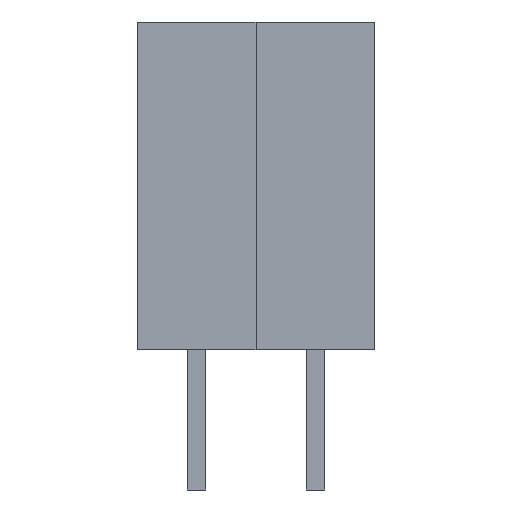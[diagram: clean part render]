
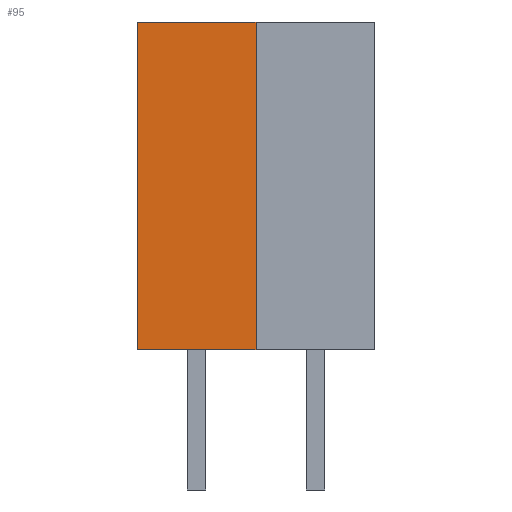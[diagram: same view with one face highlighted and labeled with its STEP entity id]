
A CAD part, front view. The second image highlights one B-rep face of the part: STEP entity #95.
In plain terms, the highlighted planar face has unit normal (0, -1, 0).
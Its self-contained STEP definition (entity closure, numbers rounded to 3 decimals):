
#13=DIRECTION('',(0.,0.,1.));
#14=DIRECTION('',(1.,0.,0.));
#71=EDGE_CURVE('',#72,#74,#76,.T.);
#72=VERTEX_POINT('',#73);
#73=CARTESIAN_POINT('',(-1.27,-1.271,0.));
#74=VERTEX_POINT('',#75);
#75=CARTESIAN_POINT('',(-1.27,-1.271,7.));
#76=LINE('',#73,#77);
#77=VECTOR('',#13,1.);
#84=DIRECTION('',(0.,1.,0.));
#95=ADVANCED_FACE('',(#96),#113,.F.);
#96=FACE_BOUND('',#97,.F.);
#97=EDGE_LOOP('',(#98,#104,#105,#110));
#98=ORIENTED_EDGE('',*,*,#99,.F.);
#99=EDGE_CURVE('',#72,#100,#102,.T.);
#100=VERTEX_POINT('',#101);
#101=CARTESIAN_POINT('',(1.27,-1.271,0.));
#102=LINE('',#73,#103);
#103=VECTOR('',#14,1.);
#104=ORIENTED_EDGE('',*,*,#71,.T.);
#105=ORIENTED_EDGE('',*,*,#106,.T.);
#106=EDGE_CURVE('',#74,#107,#109,.T.);
#107=VERTEX_POINT('',#108);
#108=CARTESIAN_POINT('',(1.27,-1.271,7.));
#109=LINE('',#75,#103);
#110=ORIENTED_EDGE('',*,*,#111,.F.);
#111=EDGE_CURVE('',#100,#107,#112,.T.);
#112=LINE('',#101,#77);
#113=PLANE('',#114);
#114=AXIS2_PLACEMENT_3D('',#73,#84,#13);
